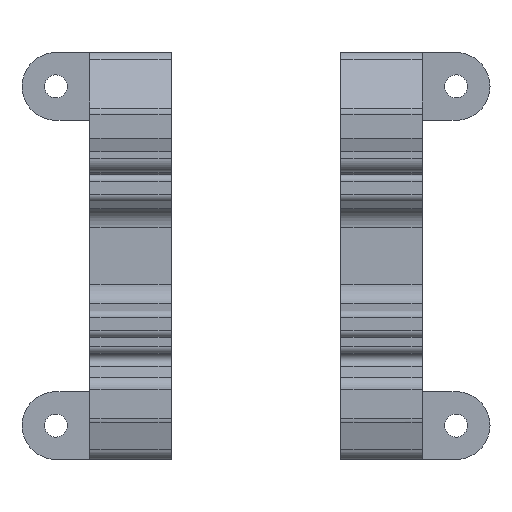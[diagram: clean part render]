
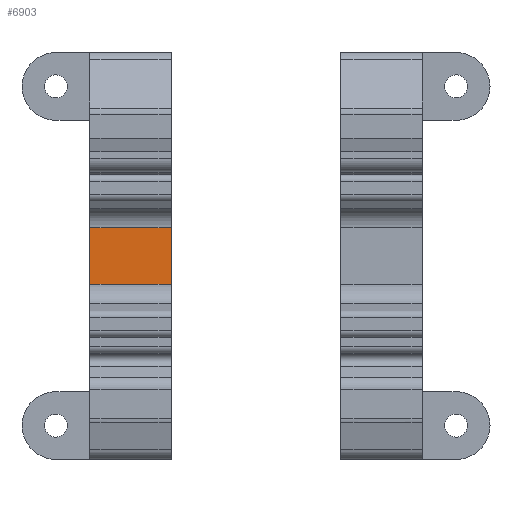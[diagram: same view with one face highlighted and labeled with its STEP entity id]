
A CAD part, front view. The second image highlights one B-rep face of the part: STEP entity #6903.
In plain terms, the highlighted planar face has unit normal (0, -1, 0).
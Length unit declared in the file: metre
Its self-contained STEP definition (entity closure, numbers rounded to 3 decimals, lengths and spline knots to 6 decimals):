
#222=B_SPLINE_CURVE_WITH_KNOTS('',3,(#9743,#9744,#9745,#9746),
 .UNSPECIFIED.,.F.,.F.,(4,4),(0.,1.),.UNSPECIFIED.);
#223=B_SPLINE_CURVE_WITH_KNOTS('',3,(#9752,#9753,#9754,#9755),
 .UNSPECIFIED.,.F.,.F.,(4,4),(0.,1.),.UNSPECIFIED.);
#498=LINE('',#9148,#1145);
#623=LINE('',#9739,#1270);
#624=LINE('',#9748,#1271);
#625=LINE('',#9751,#1272);
#1145=VECTOR('',#7661,1.);
#1270=VECTOR('',#7970,1.);
#1271=VECTOR('',#7975,1.);
#1272=VECTOR('',#7976,1.);
#2175=ORIENTED_EDGE('',*,*,#4215,.F.);
#2176=ORIENTED_EDGE('',*,*,#4216,.T.);
#2177=ORIENTED_EDGE('',*,*,#4212,.T.);
#2178=ORIENTED_EDGE('',*,*,#4214,.F.);
#2179=ORIENTED_EDGE('',*,*,#3998,.T.);
#2180=ORIENTED_EDGE('',*,*,#4217,.T.);
#3998=EDGE_CURVE('',#5094,#5093,#498,.T.);
#4212=EDGE_CURVE('',#5255,#5256,#623,.T.);
#4214=EDGE_CURVE('',#5094,#5256,#222,.T.);
#4215=EDGE_CURVE('',#5257,#5258,#624,.T.);
#4216=EDGE_CURVE('',#5257,#5255,#625,.T.);
#4217=EDGE_CURVE('',#5093,#5258,#223,.F.);
#5093=VERTEX_POINT('',#9147);
#5094=VERTEX_POINT('',#9149);
#5255=VERTEX_POINT('',#9740);
#5256=VERTEX_POINT('',#9741);
#5257=VERTEX_POINT('',#9749);
#5258=VERTEX_POINT('',#9750);
#6037=EDGE_LOOP('',(#2175,#2176,#2177,#2178,#2179,#2180));
#6382=FACE_BOUND('',#6037,.T.);
#6704=PLANE('',#7301);
#6903=ADVANCED_FACE('',(#6382),#6704,.T.);
#7301=AXIS2_PLACEMENT_3D('',#9747,#7973,#7974);
#7661=DIRECTION('',(0.,0.,-1.));
#7970=DIRECTION('',(-1.,0.,0.));
#7973=DIRECTION('',(0.,-1.,0.));
#7974=DIRECTION('',(0.,0.,-1.));
#7975=DIRECTION('',(-1.,0.,0.));
#7976=DIRECTION('',(0.,0.,1.));
#9147=CARTESIAN_POINT('',(-0.04,0.0048,-0.004144));
#9148=CARTESIAN_POINT('',(-0.04,0.0048,0.006446));
#9149=CARTESIAN_POINT('',(-0.04,0.0048,0.004144));
#9739=CARTESIAN_POINT('',(-0.031,0.0048,0.004144));
#9740=CARTESIAN_POINT('',(-0.028,0.0048,0.004144));
#9741=CARTESIAN_POINT('',(-0.034,0.0048,0.004144));
#9743=CARTESIAN_POINT('',(-0.04,0.0048,0.004144));
#9744=CARTESIAN_POINT('',(-0.038,0.0048,0.004144));
#9745=CARTESIAN_POINT('',(-0.036,0.0048,0.004144));
#9746=CARTESIAN_POINT('',(-0.034,0.0048,0.004144));
#9747=CARTESIAN_POINT('',(-0.031,0.0048,0.004144));
#9748=CARTESIAN_POINT('',(-0.031,0.0048,-0.004144));
#9749=CARTESIAN_POINT('',(-0.028,0.0048,-0.004144));
#9750=CARTESIAN_POINT('',(-0.034,0.0048,-0.004144));
#9751=CARTESIAN_POINT('',(-0.028,0.0048,0.006446));
#9752=CARTESIAN_POINT('',(-0.034,0.0048,-0.004144));
#9753=CARTESIAN_POINT('',(-0.036,0.0048,-0.004144));
#9754=CARTESIAN_POINT('',(-0.038,0.0048,-0.004144));
#9755=CARTESIAN_POINT('',(-0.04,0.0048,-0.004144));
